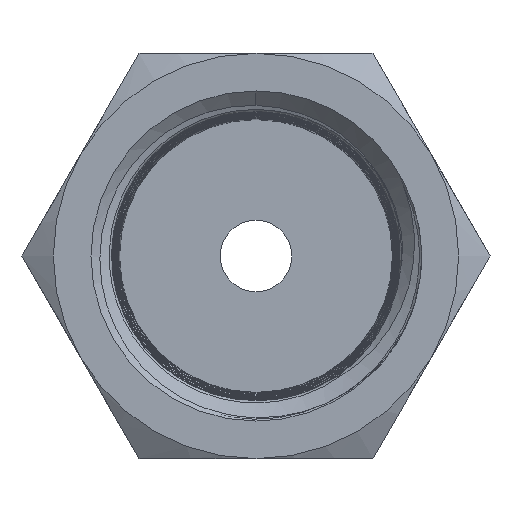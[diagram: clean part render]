
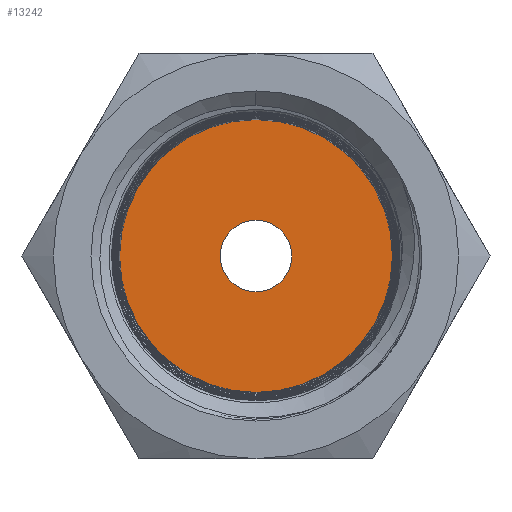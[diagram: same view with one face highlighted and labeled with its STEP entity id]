
A CAD part, front view. The second image highlights one B-rep face of the part: STEP entity #13242.
In plain terms, the highlighted planar face has unit normal (0, -1, 0).
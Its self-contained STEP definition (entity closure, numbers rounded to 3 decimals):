
#1162 = DIRECTION ( 'NONE',  ( 0., 0., -1. ) ) ;
#1764 = DIRECTION ( 'NONE',  ( 0., 0., -1. ) ) ;
#2114 = DIRECTION ( 'NONE',  ( 0., -1., 0. ) ) ;
#2839 = EDGE_CURVE ( 'NONE', #5297, #28220, #26748, .T. ) ;
#5297 = VERTEX_POINT ( 'NONE', #17020 ) ;
#5717 = EDGE_LOOP ( 'NONE', ( #21965, #26642 ) ) ;
#6408 = AXIS2_PLACEMENT_3D ( 'NONE', #16614, #2114, #19017 ) ;
#7323 = AXIS2_PLACEMENT_3D ( 'NONE', #9740, #26577, #12189 ) ;
#9268 = VERTEX_POINT ( 'NONE', #13958 ) ;
#9740 = CARTESIAN_POINT ( 'NONE',  ( 0., -5.22, 0. ) ) ;
#10406 = DIRECTION ( 'NONE',  ( 0., -1., 0. ) ) ;
#10563 = FACE_OUTER_BOUND ( 'NONE', #5717, .T. ) ;
#12189 = DIRECTION ( 'NONE',  ( 0., 0., -1. ) ) ;
#13242 = ADVANCED_FACE ( 'NONE', ( #22639, #10563 ), #29536, .T. ) ;
#13958 = CARTESIAN_POINT ( 'NONE',  ( 0., -5.22, 1.5 ) ) ;
#14510 = EDGE_LOOP ( 'NONE', ( #23966, #28689 ) ) ;
#15669 = DIRECTION ( 'NONE',  ( 0., -1., 0. ) ) ;
#16257 = DIRECTION ( 'NONE',  ( 0., -1., 0. ) ) ;
#16614 = CARTESIAN_POINT ( 'NONE',  ( 0., -5.22, 0. ) ) ;
#17020 = CARTESIAN_POINT ( 'NONE',  ( 0., -5.22, 5.722 ) ) ;
#17247 = AXIS2_PLACEMENT_3D ( 'NONE', #30131, #15669, #1162 ) ;
#18174 = CARTESIAN_POINT ( 'NONE',  ( 0., -5.22, -5.723 ) ) ;
#18349 = AXIS2_PLACEMENT_3D ( 'NONE', #30743, #16257, #1764 ) ;
#19017 = DIRECTION ( 'NONE',  ( 0., 0., -1. ) ) ;
#19519 = EDGE_CURVE ( 'NONE', #22219, #9268, #29904, .T. ) ;
#21965 = ORIENTED_EDGE ( 'NONE', *, *, #24383, .T. ) ;
#22219 = VERTEX_POINT ( 'NONE', #27820 ) ;
#22639 = FACE_BOUND ( 'NONE', #14510, .T. ) ;
#23966 = ORIENTED_EDGE ( 'NONE', *, *, #27804, .F. ) ;
#24383 = EDGE_CURVE ( 'NONE', #28220, #5297, #25860, .T. ) ;
#24836 = CARTESIAN_POINT ( 'NONE',  ( 0., -5.22, 0. ) ) ;
#25475 = AXIS2_PLACEMENT_3D ( 'NONE', #24836, #10406, #27261 ) ;
#25623 = CIRCLE ( 'NONE', #6408, 1.5 ) ;
#25860 = CIRCLE ( 'NONE', #7323, 5.723 ) ;
#26577 = DIRECTION ( 'NONE',  ( 0., -1., 0. ) ) ;
#26642 = ORIENTED_EDGE ( 'NONE', *, *, #2839, .T. ) ;
#26748 = CIRCLE ( 'NONE', #17247, 5.723 ) ;
#27261 = DIRECTION ( 'NONE',  ( 0., 0., -1. ) ) ;
#27804 = EDGE_CURVE ( 'NONE', #9268, #22219, #25623, .T. ) ;
#27820 = CARTESIAN_POINT ( 'NONE',  ( 0., -5.22, -1.5 ) ) ;
#28220 = VERTEX_POINT ( 'NONE', #18174 ) ;
#28689 = ORIENTED_EDGE ( 'NONE', *, *, #19519, .F. ) ;
#29536 = PLANE ( 'NONE',  #25475 ) ;
#29904 = CIRCLE ( 'NONE', #18349, 1.5 ) ;
#30131 = CARTESIAN_POINT ( 'NONE',  ( 0., -5.22, 0. ) ) ;
#30743 = CARTESIAN_POINT ( 'NONE',  ( 0., -5.22, 0. ) ) ;
